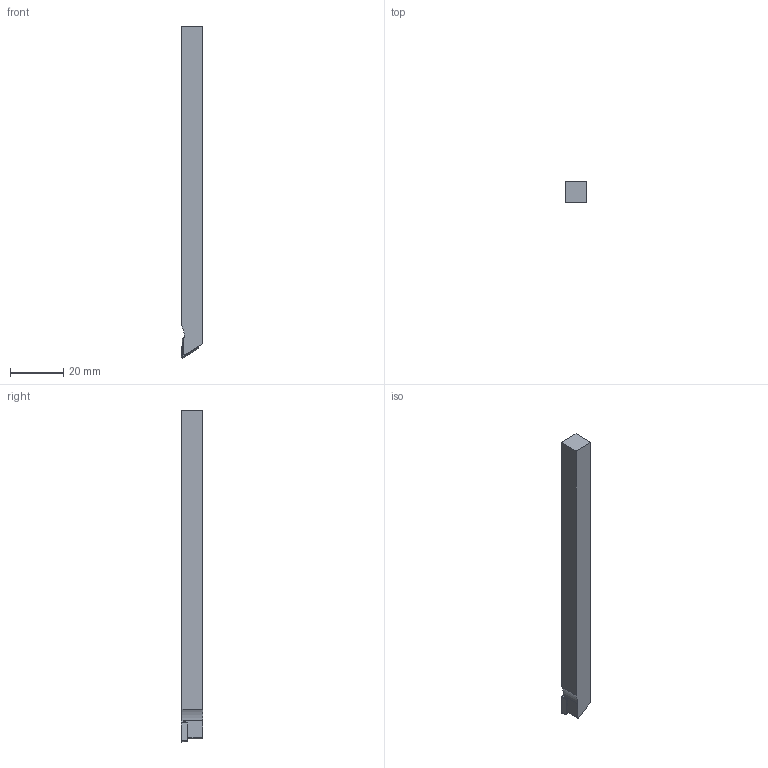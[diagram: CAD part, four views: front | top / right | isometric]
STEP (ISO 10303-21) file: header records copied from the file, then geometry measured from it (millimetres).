
FILE_DESCRIPTION(/* description */ (''),/* implementation_level */ '2;1');
FILE_NAME(/* name */ '1689585472335.stp',/* time_stamp */ '2023-07-17T14:48:01+05:00',/* author */ (''),/* organization */ ('SMS'),/* preprocessor_version */ 'ST-DEVELOPER v16.7',/* originating_system */ 'SIEMENS PLM Software NX 12.0',/* authorisation */ '');
FILE_SCHEMA (('AUTOMOTIVE_DESIGN { 1 0 10303 214 3 1 1 1 }'));
Length unit declared in the file: millimetre
Products named in the file (4): ASSEMBLY_CONSTRUCTION; IsoTurningInsert; 204830862mod000_00; 204830861mod000_00
Assembly tree (3 placements, depth 2):
  204830861mod000_00
    204830862mod000_00
    IsoTurningInsert
    ASSEMBLY_CONSTRUCTION
Bounding box: 7.95 x 8 x 125 mm (x, y, z)
Volume: 7641.4 mm3; surface area: 4173.9 mm2
Topology: 2 solids, 2 shells, 37 faces, 92 edges, 68 vertices
Faces by surface type: plane 20, cone 7, cylinder 5, torus 4, sphere 1
Full cylindrical faces by diameter (mm): 2.8 x2, 3.45 x1
Entity records: 1259 total; most frequent: CARTESIAN_POINT 236, DIRECTION 200, ORIENTED_EDGE 152, EDGE_CURVE 76, AXIS2_PLACEMENT_3D 76, VERTEX_POINT 55, EDGE_LOOP 51, LINE 48
